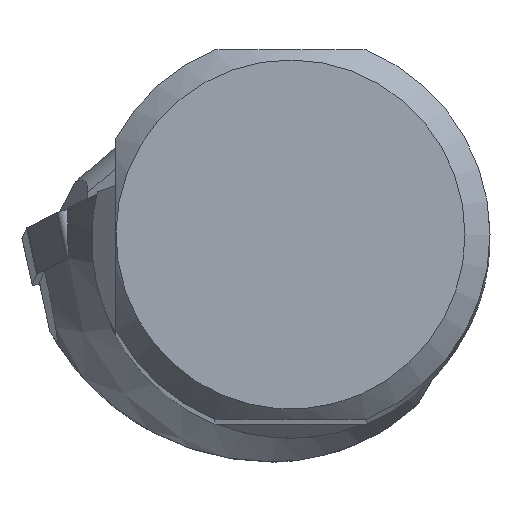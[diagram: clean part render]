
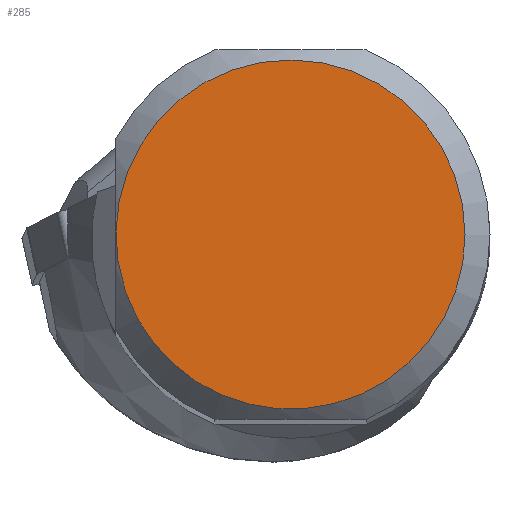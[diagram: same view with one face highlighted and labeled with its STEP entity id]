
A CAD part, top view. The second image highlights one B-rep face of the part: STEP entity #285.
In plain terms, the highlighted planar face has unit normal (0, 0, 1).
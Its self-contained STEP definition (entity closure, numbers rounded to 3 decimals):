
#202=FACE_OUTER_BOUND('',#433,.T.);
#285=ADVANCED_FACE('CU_SU_BP3',(#202),#348,.T.);
#348=PLANE('',#1817);
#433=EDGE_LOOP('',(#735));
#518=CIRCLE('',#1816,17.489);
#735=ORIENTED_EDGE('',*,*,#1281,.T.);
#1091=VERTEX_POINT('',#2767);
#1281=EDGE_CURVE('',#1091,#1091,#518,.T.);
#1816=AXIS2_PLACEMENT_3D('',#2766,#2163,#2164);
#1817=AXIS2_PLACEMENT_3D('',#2768,#2165,#2166);
#2163=DIRECTION('',(0.,0.,1.));
#2164=DIRECTION('',(1.,0.,0.));
#2165=DIRECTION('',(0.,0.,1.));
#2166=DIRECTION('',(1.,0.,0.));
#2766=CARTESIAN_POINT('',(0.,0.,0.));
#2767=CARTESIAN_POINT('',(17.489,0.,0.));
#2768=CARTESIAN_POINT('',(0.,0.,
0.));
